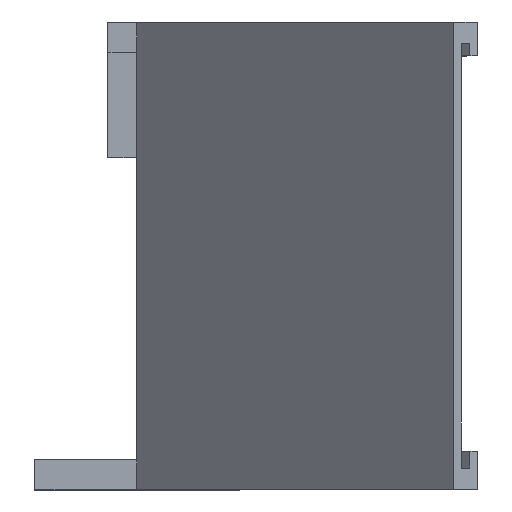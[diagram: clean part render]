
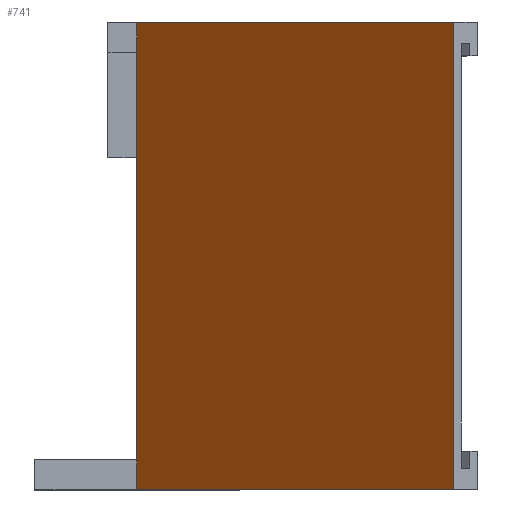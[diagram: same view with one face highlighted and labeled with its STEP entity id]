
A CAD part, top view. The second image highlights one B-rep face of the part: STEP entity #741.
In plain terms, the highlighted planar face has unit normal (-0.707, 0, 0.707).
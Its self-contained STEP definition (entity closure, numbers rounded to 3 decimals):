
#37=FACE_OUTER_BOUND('',#74,.T.);
#74=EDGE_LOOP('',(#608,#609,#610,#611,#612,#613));
#112=LINE('',#1039,#217);
#118=LINE('',#1050,#223);
#140=LINE('',#1093,#245);
#151=LINE('',#1114,#256);
#166=LINE('',#1143,#271);
#171=LINE('',#1153,#276);
#217=VECTOR('',#842,10.);
#223=VECTOR('',#850,10.);
#245=VECTOR('',#884,10.);
#256=VECTOR('',#901,10.);
#271=VECTOR('',#920,10.);
#276=VECTOR('',#935,10.);
#319=VERTEX_POINT('',#1036);
#320=VERTEX_POINT('',#1038);
#324=VERTEX_POINT('',#1048);
#339=VERTEX_POINT('',#1092);
#346=VERTEX_POINT('',#1110);
#358=VERTEX_POINT('',#1141);
#390=EDGE_CURVE('',#319,#320,#112,.T.);
#396=EDGE_CURVE('',#319,#324,#118,.T.);
#418=EDGE_CURVE('',#320,#339,#140,.T.);
#429=EDGE_CURVE('',#324,#346,#151,.T.);
#444=EDGE_CURVE('',#346,#358,#166,.T.);
#449=EDGE_CURVE('',#358,#339,#171,.T.);
#608=ORIENTED_EDGE('',*,*,#396,.T.);
#609=ORIENTED_EDGE('',*,*,#429,.T.);
#610=ORIENTED_EDGE('',*,*,#444,.T.);
#611=ORIENTED_EDGE('',*,*,#449,.T.);
#612=ORIENTED_EDGE('',*,*,#418,.F.);
#613=ORIENTED_EDGE('',*,*,#390,.F.);
#704=PLANE('',#792);
#741=ADVANCED_FACE('',(#37),#704,.T.);
#792=AXIS2_PLACEMENT_3D('',#1154,#936,#937);
#842=DIRECTION('',(0.707,0.,0.707));
#850=DIRECTION('',(0.,-1.,0.));
#884=DIRECTION('',(0.,-1.,0.));
#901=DIRECTION('',(0.,-1.,0.));
#920=DIRECTION('',(0.,-1.,0.));
#935=DIRECTION('',(0.707,0.,0.707));
#936=DIRECTION('center_axis',(-0.707,0.,0.707));
#937=DIRECTION('ref_axis',(0.707,0.,0.707));
#1036=CARTESIAN_POINT('',(30.286,41.21,6.175));
#1038=CARTESIAN_POINT('',(86.761,41.21,62.651));
#1039=CARTESIAN_POINT('',(29.439,41.21,5.329));
#1048=CARTESIAN_POINT('',(30.286,35.88,6.175));
#1050=CARTESIAN_POINT('',(30.286,-37.27,6.175));
#1092=CARTESIAN_POINT('',(86.761,-41.95,62.651));
#1093=CARTESIAN_POINT('',(86.761,-39.37,62.651));
#1110=CARTESIAN_POINT('',(30.286,-36.62,6.175));
#1114=CARTESIAN_POINT('',(30.286,-37.27,6.175));
#1141=CARTESIAN_POINT('',(30.286,-41.95,6.175));
#1143=CARTESIAN_POINT('',(30.286,-37.27,6.175));
#1153=CARTESIAN_POINT('',(79.69,-41.95,55.58));
#1154=CARTESIAN_POINT('Origin',(29.593,-39.37,5.482));
